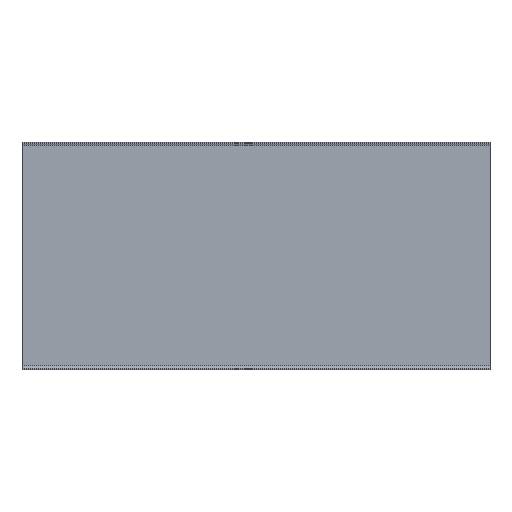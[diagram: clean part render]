
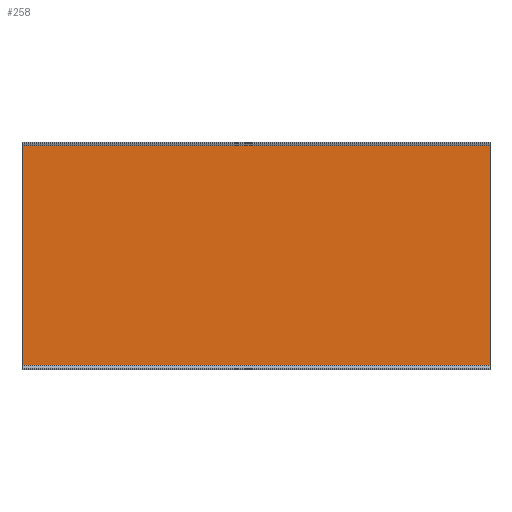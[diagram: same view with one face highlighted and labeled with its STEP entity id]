
A CAD part, top view. The second image highlights one B-rep face of the part: STEP entity #258.
In plain terms, the highlighted planar face has unit normal (0, 0, 1).
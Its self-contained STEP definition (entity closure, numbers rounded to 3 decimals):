
#18=PLANE('',#290);
#30=FACE_OUTER_BOUND('',#44,.T.);
#44=EDGE_LOOP('',(#197,#198,#199,#200));
#64=LINE('',#410,#92);
#65=LINE('',#413,#93);
#66=LINE('',#415,#94);
#67=LINE('',#416,#95);
#92=VECTOR('',#334,10.);
#93=VECTOR('',#337,10.);
#94=VECTOR('',#338,10.);
#95=VECTOR('',#339,10.);
#127=VERTEX_POINT('',#406);
#128=VERTEX_POINT('',#408);
#129=VERTEX_POINT('',#412);
#130=VERTEX_POINT('',#414);
#156=EDGE_CURVE('',#127,#128,#64,.T.);
#157=EDGE_CURVE('',#127,#129,#65,.T.);
#158=EDGE_CURVE('',#130,#128,#66,.T.);
#159=EDGE_CURVE('',#129,#130,#67,.T.);
#197=ORIENTED_EDGE('',*,*,#157,.F.);
#198=ORIENTED_EDGE('',*,*,#156,.T.);
#199=ORIENTED_EDGE('',*,*,#158,.F.);
#200=ORIENTED_EDGE('',*,*,#159,.F.);
#258=ADVANCED_FACE('',(#30),#18,.T.);
#290=AXIS2_PLACEMENT_3D('',#411,#335,#336);
#334=DIRECTION('',(1.,0.,0.));
#335=DIRECTION('center_axis',(0.,0.,1.));
#336=DIRECTION('ref_axis',(0.,-1.,0.));
#337=DIRECTION('',(0.,1.,0.));
#338=DIRECTION('',(0.,-1.,0.));
#339=DIRECTION('',(1.,0.,0.));
#406=CARTESIAN_POINT('',(0.,-480.208,-126.787));
#408=CARTESIAN_POINT('',(446.,-480.208,-126.787));
#410=CARTESIAN_POINT('',(0.,-480.208,-126.787));
#411=CARTESIAN_POINT('Origin',(0.,-270.443,-126.787));
#412=CARTESIAN_POINT('',(0.,-270.443,-126.787));
#413=CARTESIAN_POINT('',(0.,-275.243,-126.787));
#414=CARTESIAN_POINT('',(446.,-270.443,-126.787));
#415=CARTESIAN_POINT('',(446.,-275.243,-126.787));
#416=CARTESIAN_POINT('',(0.,-270.443,-126.787));
